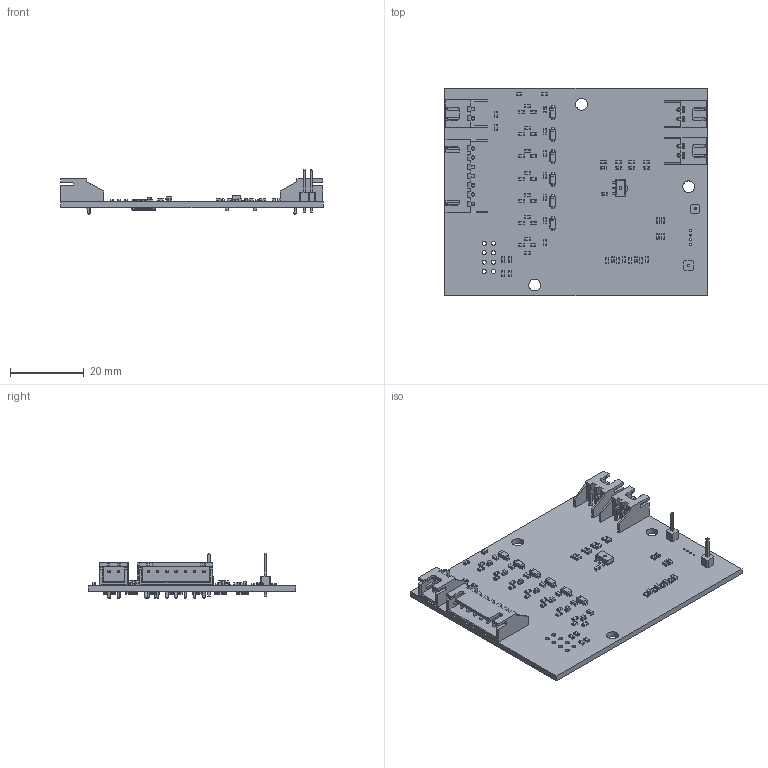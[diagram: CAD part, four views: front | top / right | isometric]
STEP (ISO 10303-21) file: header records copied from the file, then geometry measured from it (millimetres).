
FILE_DESCRIPTION(('KiCad electronic assembly'),'2;1');
FILE_NAME('LTC6810_base1.step','2024-09-01T20:40:59',('Pcbnew'),('Kicad' ),'Open CASCADE STEP processor 7.7','KiCad to STEP converter', 'Unknown');
FILE_SCHEMA(('AUTOMOTIVE_DESIGN { 1 0 10303 214 1 1 1 1 }'));
Length unit declared in the file: millimetre
Products named in the file (20): LTC6810_base1 1; R_0603_1608Metric; SOLID; D_SOD-123; C_0603_1608Metric; LED_0603_1608Metric; PinHeader_1x01_P2.54mm_Vertical; JST_XH_S2B-XH-A-1_1x02_P2.50mm_Horizontal; SOT-89-3; COMPOUND; JST_XH_S7B-XH-A-1_1x07_P2.50mm_Horizontal; R_2512_6332Metric; LTC6810_base1 PCB
Assembly tree (90 placements, depth 3):
  LTC6810_base1 1
    R_0603_1608Metric  x32
      SOLID
    D_SOD-123  x6
      SOLID
    C_0603_1608Metric  x21
      SOLID
    LED_0603_1608Metric  x7
      SOLID
    PinHeader_1x01_P2.54mm_Vertical  x2
      SOLID
    JST_XH_S2B-XH-A-1_1x02_P2.50mm_Horizontal  x3
      SOLID
    SOT-89-3
      COMPOUND
    JST_XH_S7B-XH-A-1_1x07_P2.50mm_Horizontal
      SOLID
    R_2512_6332Metric  x7
      SOLID
    LTC6810_base1 PCB
Bounding box: 71 x 56 x 11.94 mm (x, y, z)
Volume: 7456.6 mm3; surface area: 12112.6 mm2
Topology: 85 solids, 85 shells, 3052 faces, 7860 edges, 5064 vertices
Faces by surface type: plane 2155, cylinder 741, bspline 156
Full cylindrical faces by diameter (mm): 0.5 x4, 0.7 x1, 0.95 x7, 1 x8, 1.1 x8, 3.2 x3
Entity records: 46927 total; most frequent: CARTESIAN_POINT 7778, DIRECTION 6517, LINE 4580, VECTOR 4580, ORIENTED_EDGE 3376, PCURVE 3376, DEFINITIONAL_REPRESENTATION 3376, EDGE_CURVE 1688
